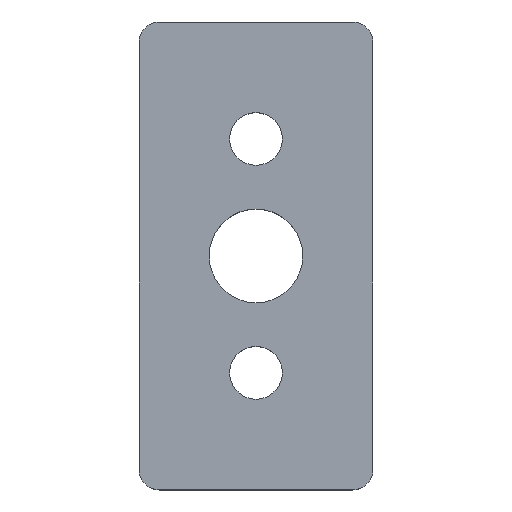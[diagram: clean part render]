
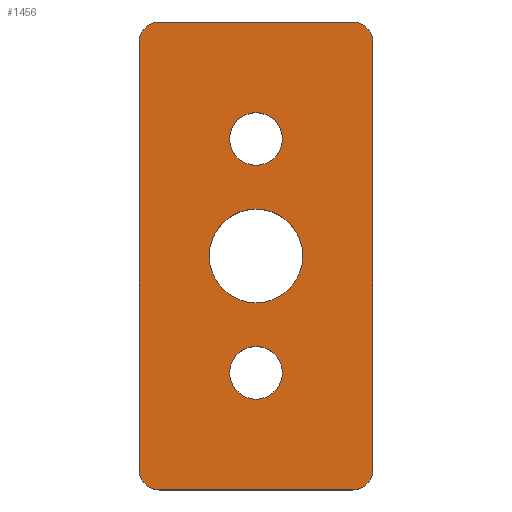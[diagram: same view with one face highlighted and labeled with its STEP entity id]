
A CAD part, top view. The second image highlights one B-rep face of the part: STEP entity #1456.
In plain terms, the highlighted free-form (B-spline) face has degree [1, 1] with [2, 2] control points.
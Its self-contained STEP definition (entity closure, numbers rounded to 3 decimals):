
#153=CARTESIAN_POINT('',(0.,-8.0,65.0));
#154=VERTEX_POINT('',#153);
#170=CARTESIAN_POINT('',(0.,8.0,65.0));
#171=VERTEX_POINT('',#170);
#178=CARTESIAN_POINT('',(0.0,0.0,65.0));
#179=DIRECTION('',(0.0,0.0,1.0));
#180=DIRECTION('',(0.0,-1.0,0.0));
#181=AXIS2_PLACEMENT_3D('',#178,#179,#180);
#182=CIRCLE('',#181,8.0);
#183=EDGE_CURVE('',#171,#154,#182,.T.);
#216=CARTESIAN_POINT('',(0.,-24.5,65.0));
#217=VERTEX_POINT('',#216);
#233=CARTESIAN_POINT('',(0.,-15.5,65.0));
#234=VERTEX_POINT('',#233);
#241=CARTESIAN_POINT('',(0.,-20.0,65.0));
#242=DIRECTION('',(0.0,0.0,1.0));
#243=DIRECTION('',(0.0,-1.0,0.0));
#244=AXIS2_PLACEMENT_3D('',#241,#242,#243);
#245=CIRCLE('',#244,4.5);
#246=EDGE_CURVE('',#234,#217,#245,.T.);
#342=CARTESIAN_POINT('',(0.,15.5,65.0));
#343=VERTEX_POINT('',#342);
#359=CARTESIAN_POINT('',(0.,24.5,65.0));
#360=VERTEX_POINT('',#359);
#367=CARTESIAN_POINT('',(0.,20.0,65.0));
#368=DIRECTION('',(0.0,0.0,1.0));
#369=DIRECTION('',(0.0,-1.0,0.0));
#370=AXIS2_PLACEMENT_3D('',#367,#368,#369);
#371=CIRCLE('',#370,4.5);
#372=EDGE_CURVE('',#360,#343,#371,.T.);
#726=CARTESIAN_POINT('',(16.5,-40.0,65.0));
#727=VERTEX_POINT('',#726);
#728=CARTESIAN_POINT('',(20.,-36.5,65.0));
#729=VERTEX_POINT('',#728);
#730=CARTESIAN_POINT('',(16.5,-36.5,65.0));
#731=DIRECTION('',(0.,0.,1.));
#732=DIRECTION('',(0.707,-0.707,0.));
#733=AXIS2_PLACEMENT_3D('',#730,#731,#732);
#734=CIRCLE('',#733,3.5);
#735=EDGE_CURVE('',#727,#729,#734,.T.);
#865=CARTESIAN_POINT('',(20.,36.5,65.0));
#866=VERTEX_POINT('',#865);
#867=CARTESIAN_POINT('',(16.5,40.0,65.0));
#868=VERTEX_POINT('',#867);
#869=CARTESIAN_POINT('',(16.5,36.5,65.0));
#870=DIRECTION('',(0.,0.,1.));
#871=DIRECTION('',(0.707,0.707,0.));
#872=AXIS2_PLACEMENT_3D('',#869,#870,#871);
#873=CIRCLE('',#872,3.5);
#874=EDGE_CURVE('',#866,#868,#873,.T.);
#961=CARTESIAN_POINT('',(-20.,-36.5,65.));
#962=VERTEX_POINT('',#961);
#963=CARTESIAN_POINT('',(-16.5,-40.0,65.0));
#964=VERTEX_POINT('',#963);
#965=CARTESIAN_POINT('',(-16.5,-36.5,65.0));
#966=DIRECTION('',(0.,0.,1.));
#967=DIRECTION('',(-0.707,-0.707,0.));
#968=AXIS2_PLACEMENT_3D('',#965,#966,#967);
#969=CIRCLE('',#968,3.5);
#970=EDGE_CURVE('',#962,#964,#969,.T.);
#1057=CARTESIAN_POINT('',(-16.5,40.0,65.0));
#1058=VERTEX_POINT('',#1057);
#1059=CARTESIAN_POINT('',(-20.,36.5,65.));
#1060=VERTEX_POINT('',#1059);
#1061=CARTESIAN_POINT('',(-16.5,36.5,65.0));
#1062=DIRECTION('',(0.,0.,1.));
#1063=DIRECTION('',(-0.707,0.707,0.));
#1064=AXIS2_PLACEMENT_3D('',#1061,#1062,#1063);
#1065=CIRCLE('',#1064,3.5);
#1066=EDGE_CURVE('',#1058,#1060,#1065,.T.);
#1090=CARTESIAN_POINT('',(20.,36.5,65.0));
#1091=DIRECTION('',(0.0,-1.0,0.0));
#1092=VECTOR('',#1091,73.0);
#1093=LINE('',#1090,#1092);
#1094=EDGE_CURVE('',#866,#729,#1093,.T.);
#1107=CARTESIAN_POINT('',(16.5,-40.0,65.0));
#1108=DIRECTION('',(-1.0,0.0,0.0));
#1109=VECTOR('',#1108,33.0);
#1110=LINE('',#1107,#1109);
#1111=EDGE_CURVE('',#727,#964,#1110,.T.);
#1246=CARTESIAN_POINT('',(0.,20.0,65.0));
#1247=DIRECTION('',(0.0,0.0,1.0));
#1248=DIRECTION('',(0.0,-1.0,0.0));
#1249=AXIS2_PLACEMENT_3D('',#1246,#1247,#1248);
#1250=CIRCLE('',#1249,4.5);
#1251=EDGE_CURVE('',#343,#360,#1250,.T.);
#1344=CARTESIAN_POINT('',(0.,-20.0,65.0));
#1345=DIRECTION('',(0.0,0.0,1.0));
#1346=DIRECTION('',(0.0,-1.0,0.0));
#1347=AXIS2_PLACEMENT_3D('',#1344,#1345,#1346);
#1348=CIRCLE('',#1347,4.5);
#1349=EDGE_CURVE('',#217,#234,#1348,.T.);
#1383=CARTESIAN_POINT('',(0.0,0.0,65.0));
#1384=DIRECTION('',(0.0,0.0,1.0));
#1385=DIRECTION('',(0.0,-1.0,0.0));
#1386=AXIS2_PLACEMENT_3D('',#1383,#1384,#1385);
#1387=CIRCLE('',#1386,8.0);
#1388=EDGE_CURVE('',#154,#171,#1387,.T.);
#1403=CARTESIAN_POINT('',(-20.,-36.5,65.));
#1404=DIRECTION('',(0.0,1.0,0.0));
#1405=VECTOR('',#1404,73.0);
#1406=LINE('',#1403,#1405);
#1407=EDGE_CURVE('',#962,#1060,#1406,.T.);
#1420=CARTESIAN_POINT('',(-16.5,40.0,65.0));
#1421=DIRECTION('',(1.0,0.0,0.0));
#1422=VECTOR('',#1421,33.0);
#1423=LINE('',#1420,#1422);
#1424=EDGE_CURVE('',#1058,#868,#1423,.T.);
#1429=CARTESIAN_POINT('',(-20.,-40.0,65.));
#1430=CARTESIAN_POINT('',(-20.,40.0,65.));
#1431=CARTESIAN_POINT('',(20.,-40.0,65.0));
#1432=CARTESIAN_POINT('',(20.,40.0,65.));
#1433=B_SPLINE_SURFACE_WITH_KNOTS('',1,1,((#1429,#1431),(#1430,#1432)),.UNSPECIFIED.,.F.,.F.,.U.,(2,2),(2,2),(0.0,80.0),(0.0,40.),.UNSPECIFIED.);
#1434=ORIENTED_EDGE('',*,*,#874,.T.);
#1435=ORIENTED_EDGE('',*,*,#1424,.F.);
#1436=ORIENTED_EDGE('',*,*,#1066,.T.);
#1437=ORIENTED_EDGE('',*,*,#1407,.F.);
#1438=ORIENTED_EDGE('',*,*,#970,.T.);
#1439=ORIENTED_EDGE('',*,*,#1111,.F.);
#1440=ORIENTED_EDGE('',*,*,#735,.T.);
#1441=ORIENTED_EDGE('',*,*,#1094,.F.);
#1442=EDGE_LOOP('',(#1434,#1435,#1436,#1437,#1438,#1439,#1440,#1441));
#1443=FACE_OUTER_BOUND('',#1442,.T.);
#1444=ORIENTED_EDGE('',*,*,#372,.F.);
#1445=ORIENTED_EDGE('',*,*,#1251,.F.);
#1446=EDGE_LOOP('',(#1444,#1445));
#1447=FACE_BOUND('',#1446,.T.);
#1448=ORIENTED_EDGE('',*,*,#246,.F.);
#1449=ORIENTED_EDGE('',*,*,#1349,.F.);
#1450=EDGE_LOOP('',(#1448,#1449));
#1451=FACE_BOUND('',#1450,.T.);
#1452=ORIENTED_EDGE('',*,*,#183,.F.);
#1453=ORIENTED_EDGE('',*,*,#1388,.F.);
#1454=EDGE_LOOP('',(#1452,#1453));
#1455=FACE_BOUND('',#1454,.T.);
#1456=ADVANCED_FACE('',(#1443,#1447,#1451,#1455),#1433,.F.);
